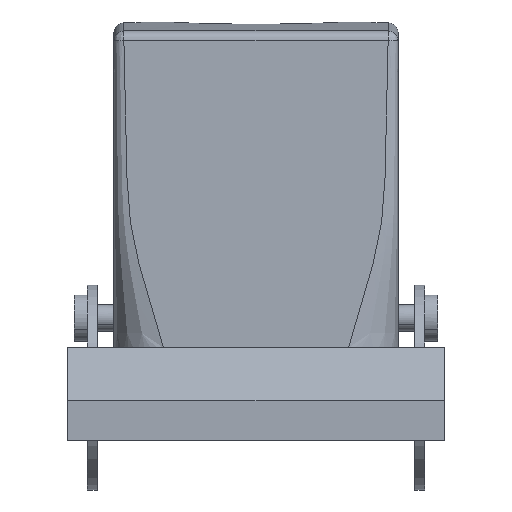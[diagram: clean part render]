
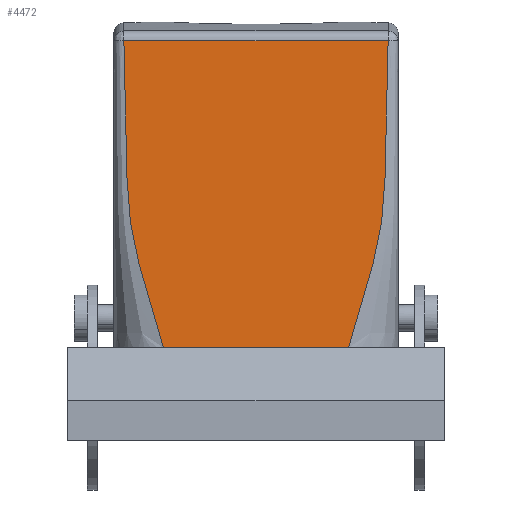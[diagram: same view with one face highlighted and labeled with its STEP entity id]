
A CAD part, front view. The second image highlights one B-rep face of the part: STEP entity #4472.
In plain terms, the highlighted planar face has unit normal (0, -1, 0.013).
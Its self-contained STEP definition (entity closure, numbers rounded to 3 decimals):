
#4459=AXIS2_PLACEMENT_3D('Plane Axis2P3D',#4456,#4457,#4458) ;
#3132=CARTESIAN_POINT('Vertex',(14.5,18.,21.5)) ;
#3169=CARTESIAN_POINT('Vertex',(42.5,18.,21.5)) ;
#3172=CARTESIAN_POINT('Line Origine',(28.5,18.,21.5)) ;
#3478=CARTESIAN_POINT('Vertex',(8.51,18.608,67.966)) ;
#3482=CARTESIAN_POINT('Control Point',(8.51,18.608,67.966)) ;
#3483=CARTESIAN_POINT('Control Point',(8.521,18.592,66.742)) ;
#3484=CARTESIAN_POINT('Control Point',(8.534,18.576,65.535)) ;
#3485=CARTESIAN_POINT('Control Point',(8.55,18.561,64.337)) ;
#3486=CARTESIAN_POINT('Control Point',(8.595,18.523,61.448)) ;
#3487=CARTESIAN_POINT('Control Point',(8.655,18.485,58.558)) ;
#3488=CARTESIAN_POINT('Control Point',(8.692,18.464,56.91)) ;
#3489=CARTESIAN_POINT('Control Point',(8.777,18.42,53.619)) ;
#3490=CARTESIAN_POINT('Control Point',(8.871,18.377,50.329)) ;
#3491=CARTESIAN_POINT('Control Point',(8.932,18.356,48.688)) ;
#3492=CARTESIAN_POINT('Control Point',(9.032,18.311,45.254)) ;
#3493=CARTESIAN_POINT('Control Point',(9.285,18.266,41.824)) ;
#3494=CARTESIAN_POINT('Control Point',(9.514,18.243,40.042)) ;
#3495=CARTESIAN_POINT('Control Point',(10.109,18.2,36.744)) ;
#3496=CARTESIAN_POINT('Control Point',(10.951,18.157,33.482)) ;
#3497=CARTESIAN_POINT('Control Point',(11.38,18.137,31.979)) ;
#3498=CARTESIAN_POINT('Control Point',(12.144,18.104,29.431)) ;
#3499=CARTESIAN_POINT('Control Point',(12.924,18.071,26.887)) ;
#3500=CARTESIAN_POINT('Control Point',(13.242,18.057,25.841)) ;
#3501=CARTESIAN_POINT('Control Point',(13.688,18.037,24.344)) ;
#3502=CARTESIAN_POINT('Control Point',(14.12,18.018,22.845)) ;
#3503=CARTESIAN_POINT('Control Point',(14.248,18.012,22.397)) ;
#3504=CARTESIAN_POINT('Control Point',(14.374,18.006,21.949)) ;
#3505=CARTESIAN_POINT('Control Point',(14.5,18.,21.5)) ;
#3858=CARTESIAN_POINT('Control Point',(48.49,18.608,67.966)) ;
#3859=CARTESIAN_POINT('Control Point',(48.479,18.592,66.742)) ;
#3860=CARTESIAN_POINT('Control Point',(48.466,18.576,65.535)) ;
#3861=CARTESIAN_POINT('Control Point',(48.45,18.561,64.337)) ;
#3862=CARTESIAN_POINT('Control Point',(48.405,18.523,61.448)) ;
#3863=CARTESIAN_POINT('Control Point',(48.345,18.485,58.558)) ;
#3864=CARTESIAN_POINT('Control Point',(48.308,18.464,56.91)) ;
#3865=CARTESIAN_POINT('Control Point',(48.223,18.42,53.619)) ;
#3866=CARTESIAN_POINT('Control Point',(48.129,18.377,50.329)) ;
#3867=CARTESIAN_POINT('Control Point',(48.068,18.356,48.688)) ;
#3868=CARTESIAN_POINT('Control Point',(47.968,18.311,45.254)) ;
#3869=CARTESIAN_POINT('Control Point',(47.715,18.266,41.824)) ;
#3870=CARTESIAN_POINT('Control Point',(47.486,18.243,40.042)) ;
#3871=CARTESIAN_POINT('Control Point',(46.891,18.2,36.744)) ;
#3872=CARTESIAN_POINT('Control Point',(46.049,18.157,33.482)) ;
#3873=CARTESIAN_POINT('Control Point',(45.62,18.137,31.979)) ;
#3874=CARTESIAN_POINT('Control Point',(44.856,18.104,29.431)) ;
#3875=CARTESIAN_POINT('Control Point',(44.076,18.071,26.887)) ;
#3876=CARTESIAN_POINT('Control Point',(43.758,18.057,25.841)) ;
#3877=CARTESIAN_POINT('Control Point',(43.312,18.037,24.344)) ;
#3878=CARTESIAN_POINT('Control Point',(42.88,18.018,22.845)) ;
#3879=CARTESIAN_POINT('Control Point',(42.752,18.012,22.397)) ;
#3880=CARTESIAN_POINT('Control Point',(42.626,18.006,21.949)) ;
#3881=CARTESIAN_POINT('Control Point',(42.5,18.,21.5)) ;
#3882=CARTESIAN_POINT('Vertex',(48.49,18.608,67.966)) ;
#4456=CARTESIAN_POINT('Axis2P3D Location',(28.5,19.046,101.415)) ;
#4461=CARTESIAN_POINT('Line Origine',(28.5,18.608,67.966)) ;
#3173=DIRECTION('Vector Direction',(-1.,0.,0.)) ;
#4457=DIRECTION('Axis2P3D Direction',(0.,-1.,0.013)) ;
#4458=DIRECTION('Axis2P3D XDirection',(-1.,0.,0.)) ;
#4462=DIRECTION('Vector Direction',(1.,0.,0.)) ;
#3174=VECTOR('Line Direction',#3173,1.) ;
#4463=VECTOR('Line Direction',#4462,1.) ;
#4467=ORIENTED_EDGE('',*,*,#3506,.F.) ;
#4468=ORIENTED_EDGE('',*,*,#3176,.T.) ;
#4469=ORIENTED_EDGE('',*,*,#3884,.T.) ;
#4470=ORIENTED_EDGE('',*,*,#4465,.F.) ;
#4472=ADVANCED_FACE('Housing',(#4471),#4460,.T.) ;
#3481=B_SPLINE_CURVE_WITH_KNOTS('',5,(#3482,#3483,#3484,#3485,#3486,#3487,#3488,#3489,#3490,#3491,#3492,#3493,#3494,#3495,#3496,#3497,#3498,#3499,#3500,#3501,#3502,#3503,#3504,#3505),.UNSPECIFIED.,.F.,.U.,(6,3,3,3,3,3,3,6),(23.32,29.507,37.723,45.908,54.84,62.515,67.884,70.191),.UNSPECIFIED.) ;
#3857=B_SPLINE_CURVE_WITH_KNOTS('',5,(#3858,#3859,#3860,#3861,#3862,#3863,#3864,#3865,#3866,#3867,#3868,#3869,#3870,#3871,#3872,#3873,#3874,#3875,#3876,#3877,#3878,#3879,#3880,#3881),.UNSPECIFIED.,.F.,.U.,(6,3,3,3,3,3,3,6),(23.32,29.507,37.723,45.908,54.84,62.515,67.884,70.191),.UNSPECIFIED.) ;
#3176=EDGE_CURVE('',#3133,#3170,#3175,.F.) ;
#3506=EDGE_CURVE('',#3133,#3479,#3481,.F.) ;
#3884=EDGE_CURVE('',#3170,#3883,#3857,.F.) ;
#4465=EDGE_CURVE('',#3479,#3883,#4464,.T.) ;
#4466=EDGE_LOOP('',(#4467,#4468,#4469,#4470)) ;
#4471=FACE_OUTER_BOUND('',#4466,.T.) ;
#3175=LINE('Line',#3172,#3174) ;
#4464=LINE('Line',#4461,#4463) ;
#4460=PLANE('',#4459) ;
#3133=VERTEX_POINT('',#3132) ;
#3170=VERTEX_POINT('',#3169) ;
#3479=VERTEX_POINT('',#3478) ;
#3883=VERTEX_POINT('',#3882) ;
